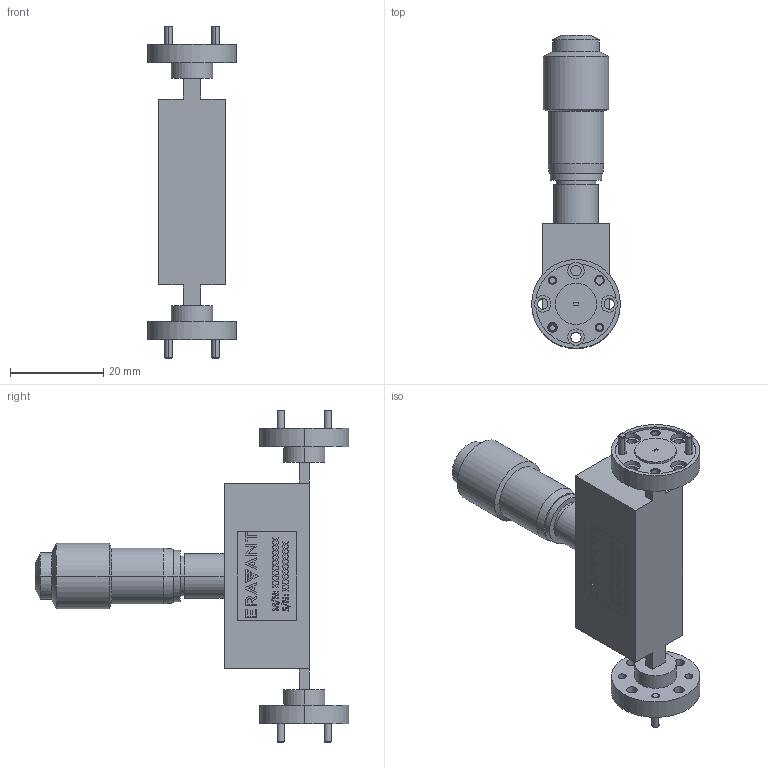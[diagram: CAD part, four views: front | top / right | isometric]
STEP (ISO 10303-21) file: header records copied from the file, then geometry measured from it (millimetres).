
FILE_DESCRIPTION (( 'STEP AP203' ), '1' );
FILE_NAME ('STA-06-04-F2.STEP', '2021-11-23T20:00:31', ( '' ), ( '' ), 'SwSTEP 2.0', 'SolidWorks 2021', '' );
FILE_SCHEMA (( 'CONFIG_CONTROL_DESIGN' ));
Length unit declared in the file: inch
Products named in the file (1): STA-06-04-F2
Bounding box: 19.05 x 67.23 x 71.25 mm (x, y, z)
Volume: 17387.6 mm3; surface area: 7844.9 mm2
Topology: 7 solids, 7 shells, 737 faces, 1963 edges, 1294 vertices
Faces by surface type: plane 375, bspline 230, cylinder 92, cone 40
Entity records: 30784 total; most frequent: CARTESIAN_POINT 13657, ORIENTED_EDGE 3926, DIRECTION 2755, EDGE_CURVE 1963, VERTEX_POINT 1294, LINE 1267, VECTOR 1267, EDGE_LOOP 823
